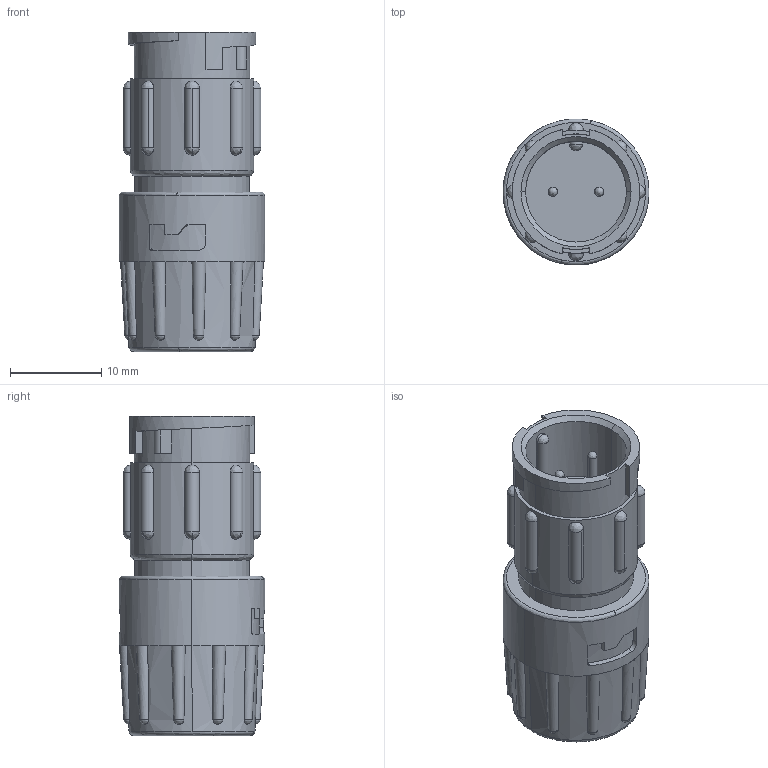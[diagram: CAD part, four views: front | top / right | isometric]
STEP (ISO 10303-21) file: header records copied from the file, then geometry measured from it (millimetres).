
FILE_DESCRIPTION (( 'STEP AP203' ), '1' );
FILE_NAME ('8280-2PG-3XX.STEP', '2018-07-17T18:41:07', ( '' ), ( '' ), 'SwSTEP 2.0', 'SolidWorks 2017', '' );
FILE_SCHEMA (( 'CONFIG_CONTROL_DESIGN' ));
Length unit declared in the file: inch
Products named in the file (1): 8280-2PG-3XX
Bounding box: 16 x 16 x 35 mm (x, y, z)
Volume: 4688.5 mm3; surface area: 2590.2 mm2
Topology: 1 solids, 1 shells, 152 faces, 430 edges, 266 vertices
Faces by surface type: bspline 55, plane 48, cylinder 45, cone 4
Entity records: 9933 total; most frequent: CARTESIAN_POINT 6453, ORIENTED_EDGE 800, DIRECTION 597, EDGE_CURVE 400, VERTEX_POINT 266, AXIS2_PLACEMENT_3D 241, EDGE_LOOP 168, ADVANCED_FACE 152
